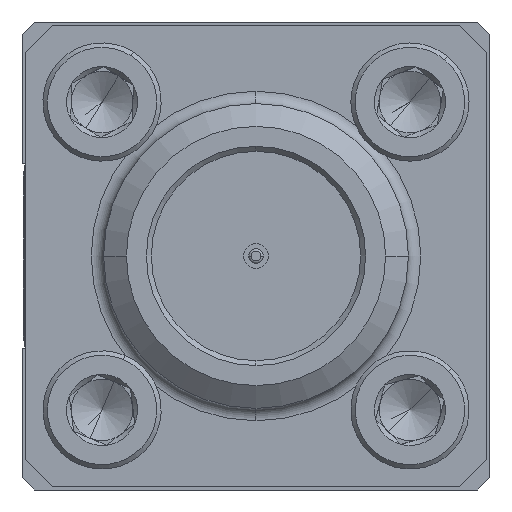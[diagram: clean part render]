
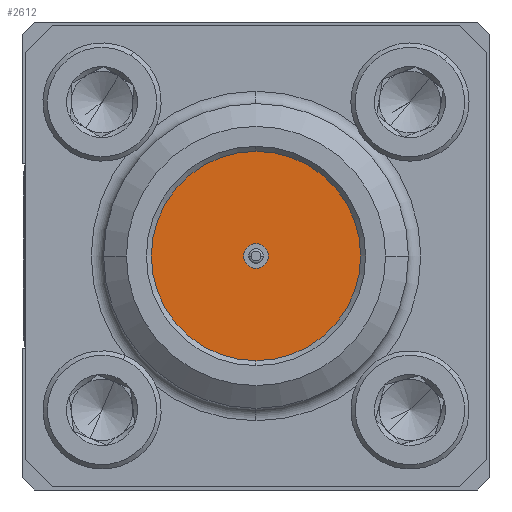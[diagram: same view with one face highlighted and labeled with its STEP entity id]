
A CAD part, left-side view. The second image highlights one B-rep face of the part: STEP entity #2612.
In plain terms, the highlighted face is planar.
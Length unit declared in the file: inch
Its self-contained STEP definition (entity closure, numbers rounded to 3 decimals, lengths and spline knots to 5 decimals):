
#204 = EDGE_LOOP ( 'NONE', ( #6247, #1648 ) ) ;
#285 = AXIS2_PLACEMENT_3D ( 'NONE', #1775, #6083, #6053 ) ;
#308 = ORIENTED_EDGE ( 'NONE', *, *, #355, .F. ) ;
#355 = EDGE_CURVE ( 'NONE', #7496, #486, #3589, .T. ) ;
#486 = VERTEX_POINT ( 'NONE', #7384 ) ;
#890 = DIRECTION ( 'NONE',  ( 0., 0., 1. ) ) ;
#1166 = FACE_BOUND ( 'NONE', #4883, .T. ) ;
#1628 = CARTESIAN_POINT ( 'NONE',  ( 0., 0.298, -0.085 ) ) ;
#1648 = ORIENTED_EDGE ( 'NONE', *, *, #5812, .T. ) ;
#1755 = DIRECTION ( 'NONE',  ( 0., 1., 0. ) ) ;
#1775 = CARTESIAN_POINT ( 'NONE',  ( 0., 0.298, 0. ) ) ;
#2192 = DIRECTION ( 'NONE',  ( 0., 0., 1. ) ) ;
#2541 = VERTEX_POINT ( 'NONE', #4259 ) ;
#2593 = CIRCLE ( 'NONE', #3760, 0.085 ) ;
#2612 = ADVANCED_FACE ( 'NONE', ( #1166, #3170 ), #3028, .T. ) ;
#2700 = ORIENTED_EDGE ( 'NONE', *, *, #4600, .F. ) ;
#2995 = DIRECTION ( 'NONE',  ( 0., 0., 1. ) ) ;
#3028 = PLANE ( 'NONE',  #3334 ) ;
#3170 = FACE_OUTER_BOUND ( 'NONE', #204, .T. ) ;
#3314 = CARTESIAN_POINT ( 'NONE',  ( 0., 0.298, 0. ) ) ;
#3334 = AXIS2_PLACEMENT_3D ( 'NONE', #7778, #7756, #2995 ) ;
#3349 = CARTESIAN_POINT ( 'NONE',  ( 0., 0.298, 0. ) ) ;
#3589 = CIRCLE ( 'NONE', #6616, 0.01 ) ;
#3694 = CIRCLE ( 'NONE', #7628, 0.085 ) ;
#3760 = AXIS2_PLACEMENT_3D ( 'NONE', #4270, #1755, #4859 ) ;
#4021 = CIRCLE ( 'NONE', #285, 0.01 ) ;
#4259 = CARTESIAN_POINT ( 'NONE',  ( 0., 0.298, 0.085 ) ) ;
#4270 = CARTESIAN_POINT ( 'NONE',  ( 0., 0.298, 0. ) ) ;
#4594 = DIRECTION ( 'NONE',  ( 0., 1., 0. ) ) ;
#4600 = EDGE_CURVE ( 'NONE', #486, #7496, #4021, .T. ) ;
#4679 = CARTESIAN_POINT ( 'NONE',  ( 0., 0.298, 0.01 ) ) ;
#4859 = DIRECTION ( 'NONE',  ( 0., 0., 1. ) ) ;
#4883 = EDGE_LOOP ( 'NONE', ( #2700, #308 ) ) ;
#5306 = VERTEX_POINT ( 'NONE', #1628 ) ;
#5812 = EDGE_CURVE ( 'NONE', #5306, #2541, #3694, .T. ) ;
#6053 = DIRECTION ( 'NONE',  ( 0., 0., 1. ) ) ;
#6083 = DIRECTION ( 'NONE',  ( 0., 1., 0. ) ) ;
#6247 = ORIENTED_EDGE ( 'NONE', *, *, #7885, .T. ) ;
#6616 = AXIS2_PLACEMENT_3D ( 'NONE', #3314, #4594, #890 ) ;
#7384 = CARTESIAN_POINT ( 'NONE',  ( 0., 0.298, -0.01 ) ) ;
#7496 = VERTEX_POINT ( 'NONE', #4679 ) ;
#7628 = AXIS2_PLACEMENT_3D ( 'NONE', #3349, #7754, #2192 ) ;
#7754 = DIRECTION ( 'NONE',  ( 0., 1., 0. ) ) ;
#7756 = DIRECTION ( 'NONE',  ( 0., 1., 0. ) ) ;
#7778 = CARTESIAN_POINT ( 'NONE',  ( -0.085, 0.298, 0. ) ) ;
#7885 = EDGE_CURVE ( 'NONE', #2541, #5306, #2593, .T. ) ;
